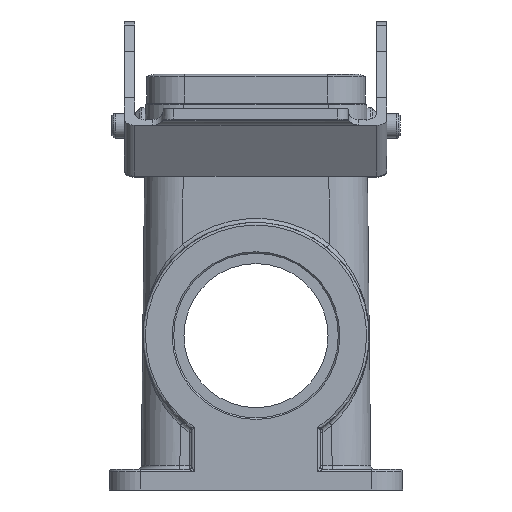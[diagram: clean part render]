
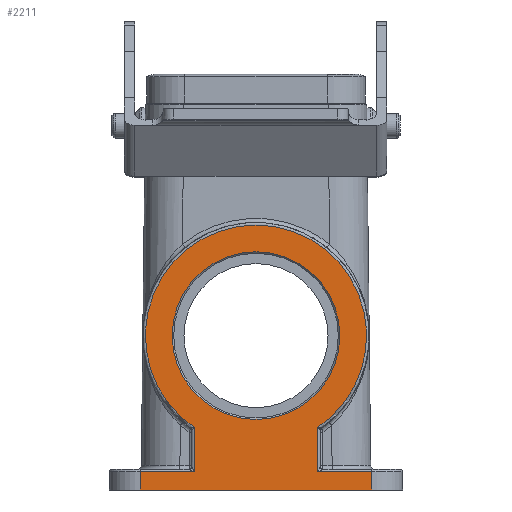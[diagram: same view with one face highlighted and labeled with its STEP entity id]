
A CAD part, left-side view. The second image highlights one B-rep face of the part: STEP entity #2211.
In plain terms, the highlighted planar face has unit normal (-1, 0, 0).
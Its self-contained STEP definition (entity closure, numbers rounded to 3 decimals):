
#2128=CARTESIAN_POINT('',(-58.5,-28.5,-69.25));
#2129=DIRECTION('',(-1.0,0.0,0.0));
#2130=DIRECTION('',(0.0,0.0,1.0));
#2131=AXIS2_PLACEMENT_3D('',#2128,#2129,#2130);
#2132=PLANE('',#2131);
#2133=CARTESIAN_POINT('',(-58.5,-22.5,-69.25));
#2134=VERTEX_POINT('',#2133);
#2135=CARTESIAN_POINT('',(-58.5,-22.5,-65.75));
#2136=VERTEX_POINT('',#2135);
#2137=CARTESIAN_POINT('',(-58.5,-22.5,-69.25));
#2138=DIRECTION('',(0.0,0.0,1.0));
#2139=VECTOR('',#2138,3.5);
#2140=LINE('',#2137,#2139);
#2141=EDGE_CURVE('',#2134,#2136,#2140,.T.);
#2142=ORIENTED_EDGE('',*,*,#2141,.T.);
#2143=CARTESIAN_POINT('',(-58.5,-12.,-65.75));
#2144=VERTEX_POINT('',#2143);
#2145=CARTESIAN_POINT('',(-58.5,-22.5,-65.75));
#2146=DIRECTION('',(0.0,1.0,0.0));
#2147=VECTOR('',#2146,10.5);
#2148=LINE('',#2145,#2147);
#2149=EDGE_CURVE('',#2136,#2144,#2148,.T.);
#2150=ORIENTED_EDGE('',*,*,#2149,.T.);
#2151=CARTESIAN_POINT('',(-58.5,-12.,-57.09));
#2152=VERTEX_POINT('',#2151);
#2153=CARTESIAN_POINT('',(-58.5,-12.,-65.75));
#2154=DIRECTION('',(0.0,0.0,1.0));
#2155=VECTOR('',#2154,8.66);
#2156=LINE('',#2153,#2155);
#2157=EDGE_CURVE('',#2144,#2152,#2156,.T.);
#2158=ORIENTED_EDGE('',*,*,#2157,.T.);
#2159=CARTESIAN_POINT('',(-58.5,12.,-57.09));
#2160=VERTEX_POINT('',#2159);
#2161=CARTESIAN_POINT('',(-58.5,0.0,-39.25));
#2162=DIRECTION('',(-1.0,0.0,0.0));
#2163=DIRECTION('',(0.0,0.0,1.0));
#2164=AXIS2_PLACEMENT_3D('',#2161,#2162,#2163);
#2165=CIRCLE('',#2164,21.5);
#2166=EDGE_CURVE('',#2152,#2160,#2165,.T.);
#2167=ORIENTED_EDGE('',*,*,#2166,.T.);
#2168=CARTESIAN_POINT('',(-58.5,12.,-65.75));
#2169=VERTEX_POINT('',#2168);
#2170=CARTESIAN_POINT('',(-58.5,12.,-57.09));
#2171=DIRECTION('',(0.0,0.0,-1.0));
#2172=VECTOR('',#2171,8.66);
#2173=LINE('',#2170,#2172);
#2174=EDGE_CURVE('',#2160,#2169,#2173,.T.);
#2175=ORIENTED_EDGE('',*,*,#2174,.T.);
#2176=CARTESIAN_POINT('',(-58.5,22.5,-65.75));
#2177=VERTEX_POINT('',#2176);
#2178=CARTESIAN_POINT('',(-58.5,12.,-65.75));
#2179=DIRECTION('',(0.0,1.0,0.0));
#2180=VECTOR('',#2179,10.5);
#2181=LINE('',#2178,#2180);
#2182=EDGE_CURVE('',#2169,#2177,#2181,.T.);
#2183=ORIENTED_EDGE('',*,*,#2182,.T.);
#2184=CARTESIAN_POINT('',(-58.5,22.5,-69.25));
#2185=VERTEX_POINT('',#2184);
#2186=CARTESIAN_POINT('',(-58.5,22.5,-65.75));
#2187=DIRECTION('',(0.0,0.0,-1.0));
#2188=VECTOR('',#2187,3.5);
#2189=LINE('',#2186,#2188);
#2190=EDGE_CURVE('',#2177,#2185,#2189,.T.);
#2191=ORIENTED_EDGE('',*,*,#2190,.T.);
#2192=CARTESIAN_POINT('',(-58.5,-22.5,-69.25));
#2193=DIRECTION('',(0.0,1.0,0.0));
#2194=VECTOR('',#2193,45.0);
#2195=LINE('',#2192,#2194);
#2196=EDGE_CURVE('',#2134,#2185,#2195,.T.);
#2197=ORIENTED_EDGE('',*,*,#2196,.F.);
#2198=EDGE_LOOP('',(#2142,#2150,#2158,#2167,#2175,#2183,#2191,#2197));
#2199=FACE_OUTER_BOUND('',#2198,.T.);
#2200=CARTESIAN_POINT('',(-58.5,0.0,-55.55));
#2201=VERTEX_POINT('',#2200);
#2202=CARTESIAN_POINT('',(-58.5,0.0,-39.25));
#2203=DIRECTION('',(1.0,0.0,0.0));
#2204=DIRECTION('',(0.0,0.0,-1.0));
#2205=AXIS2_PLACEMENT_3D('',#2202,#2203,#2204);
#2206=CIRCLE('',#2205,16.3);
#2207=EDGE_CURVE('',#2201,#2201,#2206,.T.);
#2208=ORIENTED_EDGE('',*,*,#2207,.T.);
#2209=EDGE_LOOP('',(#2208));
#2210=FACE_BOUND('',#2209,.T.);
#2211=ADVANCED_FACE('',(#2199,#2210),#2132,.T.);
